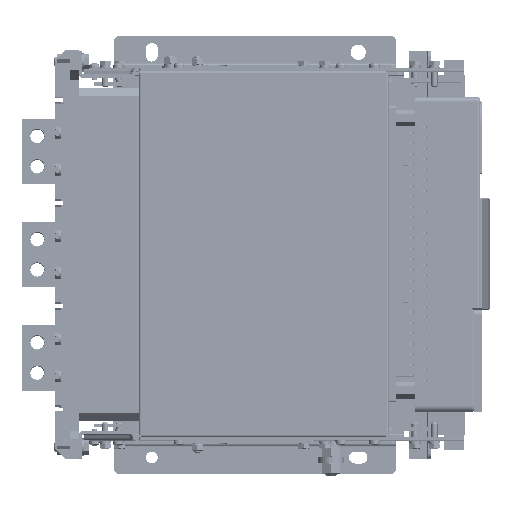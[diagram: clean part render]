
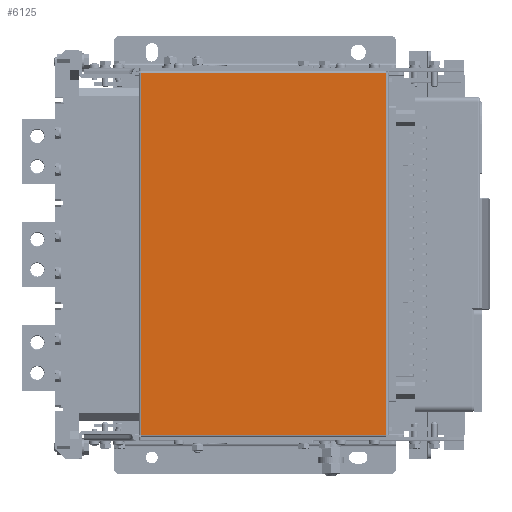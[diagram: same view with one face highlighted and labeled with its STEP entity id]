
A CAD part, top view. The second image highlights one B-rep face of the part: STEP entity #6125.
In plain terms, the highlighted planar face has unit normal (0, 0, 1).
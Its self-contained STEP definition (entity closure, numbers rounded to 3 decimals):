
#6125=ADVANCED_FACE('',(#46524),#46526,.T.);
#46524=FACE_BOUND('',#46525,.T.);
#46525=EDGE_LOOP('',(#81656,#81657,#81658,#81659));
#46526=PLANE('',#46527);
#46527=AXIS2_PLACEMENT_3D('',#46528,#46529,#46530);
#46528=CARTESIAN_POINT('',(-297.,-337.,430.));
#46529=DIRECTION('',(0.,0.,1.));
#46530=DIRECTION('',(1.,0.,0.));
#81656=ORIENTED_EDGE('',*,*,#101998,.T.);
#81657=ORIENTED_EDGE('',*,*,#101991,.T.);
#81658=ORIENTED_EDGE('',*,*,#101999,.T.);
#81659=ORIENTED_EDGE('',*,*,#102000,.F.);
#101991=EDGE_CURVE('',#113298,#113300,#113302,.T.);
#101998=EDGE_CURVE('',#113311,#113298,#113312,.T.);
#101999=EDGE_CURVE('',#113300,#113313,#113314,.T.);
#102000=EDGE_CURVE('',#113311,#113313,#113315,.T.);
#113298=VERTEX_POINT('',#133601);
#113300=VERTEX_POINT('',#133606);
#113302=LINE('',#133611,#133612);
#113311=VERTEX_POINT('',#133636);
#113312=LINE('',#133637,#133638);
#113313=VERTEX_POINT('',#133640);
#113314=LINE('',#133641,#133642);
#113315=LINE('',#133644,#133645);
#133601=CARTESIAN_POINT('',(-71.,-335.,430.));
#133606=CARTESIAN_POINT('',(-71.,-2.,430.));
#133611=CARTESIAN_POINT('',(-71.,-335.,430.));
#133612=VECTOR('',#133613,1.);
#133613=DIRECTION('',(0.,1.,0.));
#133636=CARTESIAN_POINT('',(-297.,-335.,430.));
#133637=CARTESIAN_POINT('',(-297.,-335.,430.));
#133638=VECTOR('',#133639,1.);
#133639=DIRECTION('',(1.,0.,0.));
#133640=CARTESIAN_POINT('',(-297.,-2.,430.));
#133641=CARTESIAN_POINT('',(-71.,-2.,430.));
#133642=VECTOR('',#133643,1.);
#133643=DIRECTION('',(-1.,0.,0.));
#133644=CARTESIAN_POINT('',(-297.,-335.,430.));
#133645=VECTOR('',#133646,1.);
#133646=DIRECTION('',(0.,1.,0.));
